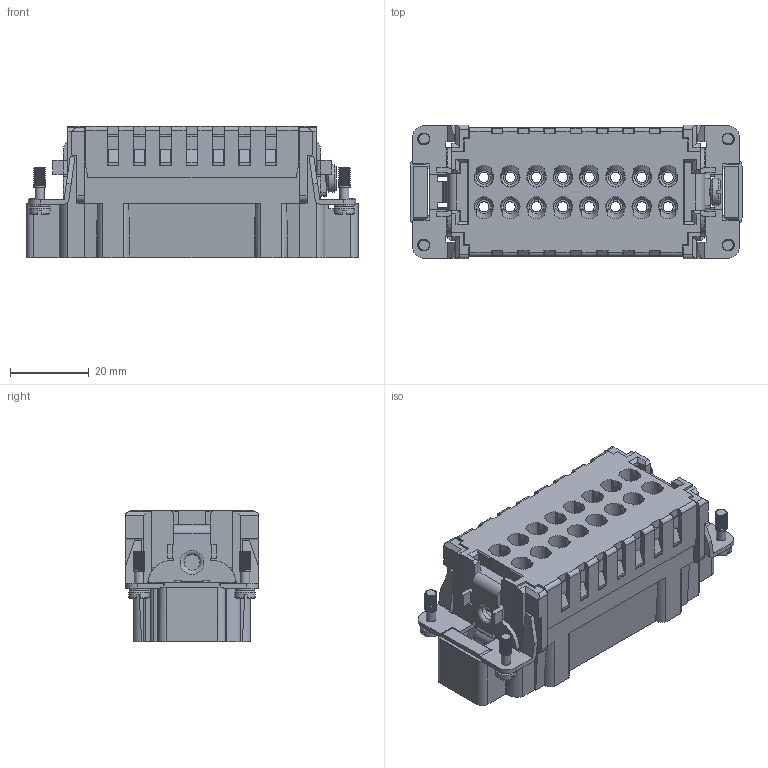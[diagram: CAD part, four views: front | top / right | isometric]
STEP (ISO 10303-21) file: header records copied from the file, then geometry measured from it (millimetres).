
FILE_DESCRIPTION(/* description */ (''),/* implementation_level */ '2;1');
FILE_NAME(/* name */ 'HE-016-MC.stp',/* time_stamp */ '2023-09-18T12:38:12+08:00',/* author */ (''),/* organization */ (''),/* preprocessor_version */ 'ST-DEVELOPER v16',/* originating_system */ 'SIEMENS PLM Software NX 10.0',/* authorisation */ '');
FILE_SCHEMA (('AUTOMOTIVE_DESIGN { 1 0 10303 214 3 1 1 1 }'));
Products named in the file (1): Admi16F8F3C4ysmk
Bounding box: 84.5 x 34 x 33.35 mm (x, y, z)
Surface area: 47525.2 mm2 (no closed solid volume)
Topology: 0 solids, 1 shells, 2703 faces, 8065 edges, 5242 vertices
Faces by surface type: plane 1943, cylinder 505, cone 157, torus 44, bspline 42, sphere 8, revolution 4
Full cylindrical faces by diameter (mm): 2 x7, 2.4 x8, 2.6 x16, 2.7 x4, 3 x40, 4 x2, 5 x2, 5.3 x4, 7 x1
Entity records: 103059 total; most frequent: CARTESIAN_POINT 30759, ORIENTED_EDGE 15752, DIRECTION 14340, EDGE_CURVE 7876, LINE 5924, VECTOR 5924, VERTEX_POINT 5164, AXIS2_PLACEMENT_3D 4206
